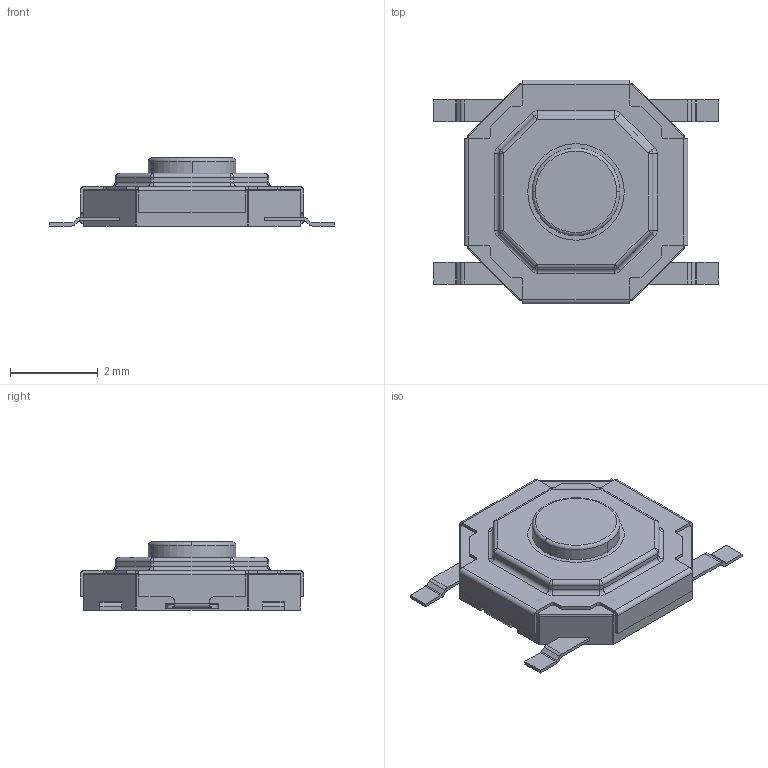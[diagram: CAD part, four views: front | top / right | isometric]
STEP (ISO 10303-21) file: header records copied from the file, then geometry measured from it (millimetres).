
FILE_DESCRIPTION(('FreeCAD Model'),'2;1');
FILE_NAME('TS_1187A_B_A_B007_cp.step','2020-12-17T13:29:29',('kicad StepUp'),('ksu MCAD'), 'Open CASCADE STEP processor 7.3','FreeCAD','Unknown');
FILE_SCHEMA(('AUTOMOTIVE_DESIGN { 1 0 10303 214 1 1 1 1 }'));
Length unit declared in the file: millimetre
Products named in the file (1): TS_1187A_B_A_B007_cp
Bounding box: 6.5 x 5.1 x 1.55 mm (x, y, z)
Volume: 22.4 mm3; surface area: 129.1 mm2
Topology: 7 solids, 7 shells, 291 faces, 734 edges, 436 vertices
Faces by surface type: plane 129, cylinder 120, sphere 24, torus 18
Entity records: 21013 total; most frequent: CARTESIAN_POINT 4418, DIRECTION 2863, LINE 1683, VECTOR 1683, ORIENTED_EDGE 1420, PCURVE 1420, DEFINITIONAL_REPRESENTATION 1420, EDGE_CURVE 710
